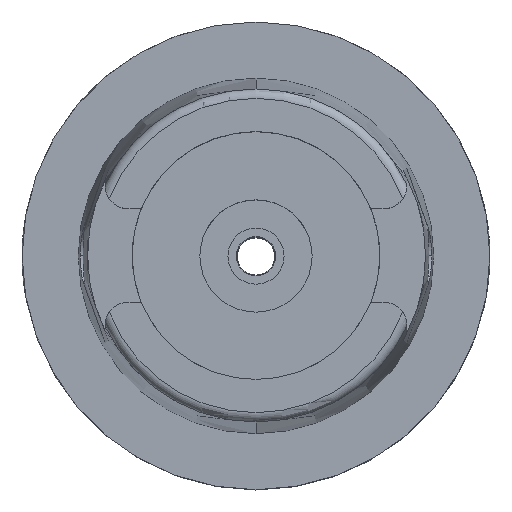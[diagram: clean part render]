
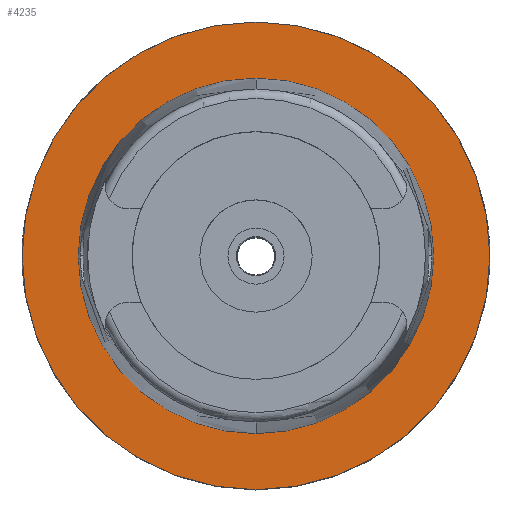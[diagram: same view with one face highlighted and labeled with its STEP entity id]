
A CAD part, top view. The second image highlights one B-rep face of the part: STEP entity #4235.
In plain terms, the highlighted planar face has unit normal (0, 0, 1).
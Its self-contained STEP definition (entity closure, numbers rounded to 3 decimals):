
#2115=CARTESIAN_POINT('',(0.,0.,0.));
#2116=DIRECTION('',(0.,0.,-1.));
#2117=DIRECTION('',(0.,-1.,0.));
#2118=AXIS2_PLACEMENT_3D('',#2115,#2116,#2117);
#2123=CARTESIAN_POINT('',(0.,0.,0.));
#2124=DIRECTION('',(0.,0.,-1.));
#2125=DIRECTION('',(0.,1.,0.));
#2126=AXIS2_PLACEMENT_3D('',#2123,#2124,#2125);
#2131=CARTESIAN_POINT('',(0.,0.,0.));
#2132=DIRECTION('',(0.,0.,1.));
#2133=DIRECTION('',(0.,-1.,0.));
#2134=AXIS2_PLACEMENT_3D('',#2131,#2132,#2133);
#2139=CARTESIAN_POINT('',(0.,0.,0.));
#2140=DIRECTION('',(0.,0.,1.));
#2141=DIRECTION('',(0.,1.,0.));
#2142=AXIS2_PLACEMENT_3D('',#2139,#2140,#2141);
#2424=CARTESIAN_POINT('',(0.,-38.,0.));
#2425=VERTEX_POINT('',#2424);
#2426=CARTESIAN_POINT('',(0.,38.,0.));
#2427=VERTEX_POINT('',#2426);
#2685=CARTESIAN_POINT('',(0.,50.,0.));
#2686=VERTEX_POINT('',#2685);
#2687=CARTESIAN_POINT('',(0.,-50.,0.));
#2688=VERTEX_POINT('',#2687);
#4222=CARTESIAN_POINT('',(0.,0.,0.));
#4223=DIRECTION('',(0.,0.,1.));
#4224=DIRECTION('',(0.,1.,0.));
#4225=AXIS2_PLACEMENT_3D('',#4222,#4223,#4224);
#4226=PLANE('',#4225);
#4227=ORIENTED_EDGE('',*,*,#3987,.T.);
#4228=ORIENTED_EDGE('',*,*,#4096,.T.);
#4229=EDGE_LOOP('',(#4227,#4228));
#4230=FACE_OUTER_BOUND('',#4229,.F.);
#4231=ORIENTED_EDGE('',*,*,#2923,.T.);
#4232=ORIENTED_EDGE('',*,*,#2894,.T.);
#4233=EDGE_LOOP('',(#4231,#4232));
#4234=FACE_BOUND('',#4233,.F.);
#2119=CIRCLE('',#2118,50.);
#2127=CIRCLE('',#2126,50.);
#2135=CIRCLE('',#2134,38.);
#2143=CIRCLE('',#2142,38.);
#2894=EDGE_CURVE('',#2427,#2425,#2143,.T.);
#2923=EDGE_CURVE('',#2425,#2427,#2135,.T.);
#3987=EDGE_CURVE('',#2688,#2686,#2119,.T.);
#4096=EDGE_CURVE('',#2686,#2688,#2127,.T.);
#4235=ADVANCED_FACE('',(#4230,#4234),#4226,.T.);
